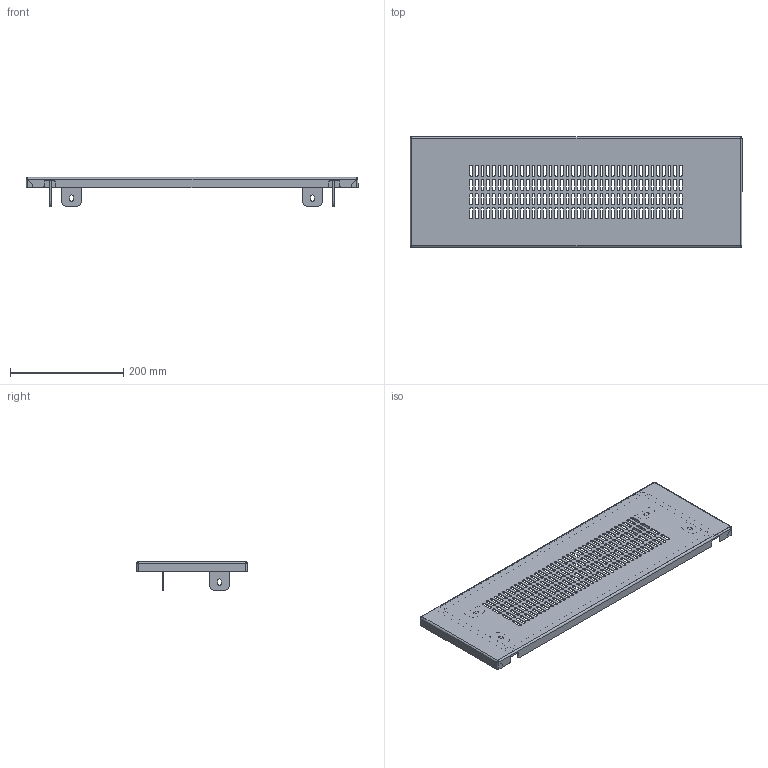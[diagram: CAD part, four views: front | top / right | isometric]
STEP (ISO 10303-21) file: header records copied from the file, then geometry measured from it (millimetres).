
FILE_DESCRIPTION (( 'STEP AP214' ), '1' );
FILE_NAME ('646.021.STEP', '2024-10-14T08:04:50', ( '' ), ( '' ), 'SwSTEP 2.0', 'SolidWorks 2021', '' );
FILE_SCHEMA (( 'AUTOMOTIVE_DESIGN' ));
Length unit declared in the file: millimetre
Products named in the file (6): 646.021; Ãàñêåòèíã W600H200; 640.001; Ãàéêà M6 DIN6923.step; Øïèëüêà ïðèâàðíàÿ Ì6õ16; Ñòàðòîâàÿ ïàíåëü âåíòèëÿöèîííàÿ W600H200
Assembly tree (14 placements, depth 2):
  646.021
    Ñòàðòîâàÿ ïàíåëü âåíòèëÿöèîííàÿ W600H200
    Øïèëüêà ïðèâàðíàÿ Ì6õ16  x4
    Ãàñêåòèíã W600H200
    640.001  x4
    Ãàéêà M6 DIN6923.step  x4
Bounding box: 585.6 x 195 x 51.5 mm (x, y, z)
Volume: 234141.6 mm3; surface area: 313593.7 mm2
Topology: 14 solids, 14 shells, 1032 faces, 2868 edges, 1866 vertices
Faces by surface type: plane 503, cylinder 433, cone 48, torus 40, bspline 8
Entity records: 27634 total; most frequent: CARTESIAN_POINT 5228, DIRECTION 4624, ORIENTED_EDGE 4560, EDGE_CURVE 2280, AXIS2_PLACEMENT_3D 1568, VECTOR 1488, LINE 1488, VERTEX_POINT 1488
